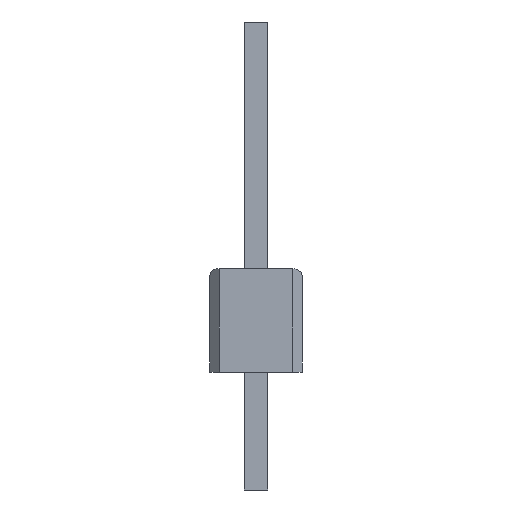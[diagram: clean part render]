
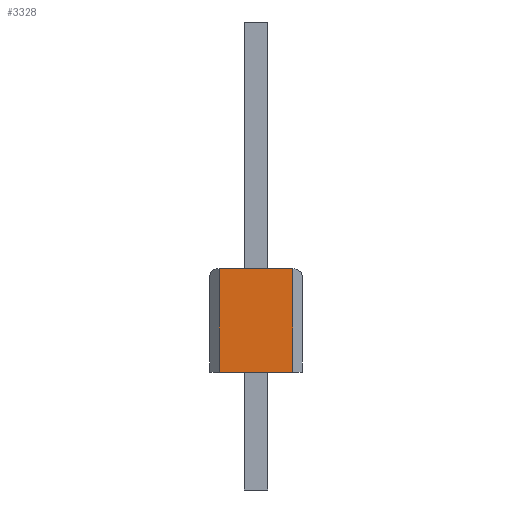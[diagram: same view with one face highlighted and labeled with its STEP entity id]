
A CAD part, left-side view. The second image highlights one B-rep face of the part: STEP entity #3328.
In plain terms, the highlighted planar face has unit normal (-1, 0, 0).
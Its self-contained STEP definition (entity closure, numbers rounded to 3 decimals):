
#134=DIRECTION('',(0.,0.,-1.));
#135=VECTOR('',#134,2.8);
#136=CARTESIAN_POINT('',(-15.24,1.,0.));
#137=LINE('',#136,#135);
#138=DIRECTION('',(0.,-1.,0.));
#139=VECTOR('',#138,2.);
#140=CARTESIAN_POINT('',(-15.24,1.,0.));
#141=LINE('',#140,#139);
#142=DIRECTION('',(0.,0.,-1.));
#143=VECTOR('',#142,2.8);
#144=CARTESIAN_POINT('',(-15.24,-1.,0.));
#145=LINE('',#144,#143);
#154=DIRECTION('',(0.,-1.,0.));
#155=VECTOR('',#154,2.);
#156=CARTESIAN_POINT('',(-15.24,1.,-2.8));
#157=LINE('',#156,#155);
#2734=CARTESIAN_POINT('',(-15.24,1.,0.));
#2735=CARTESIAN_POINT('',(-15.24,-1.,0.));
#2736=VERTEX_POINT('',#2734);
#2737=VERTEX_POINT('',#2735);
#2836=CARTESIAN_POINT('',(-15.24,1.,-2.8));
#2837=VERTEX_POINT('',#2836);
#2838=CARTESIAN_POINT('',(-15.24,-1.,-2.8));
#2839=VERTEX_POINT('',#2838);
#3313=CARTESIAN_POINT('',(-15.24,0.,0.));
#3314=DIRECTION('',(1.,0.,0.));
#3315=DIRECTION('',(0.,0.,-1.));
#3316=AXIS2_PLACEMENT_3D('',#3313,#3314,#3315);
#3317=PLANE('',#3316);
#3319=ORIENTED_EDGE('',*,*,#3318,.F.);
#3321=ORIENTED_EDGE('',*,*,#3320,.F.);
#3323=ORIENTED_EDGE('',*,*,#3322,.T.);
#3325=ORIENTED_EDGE('',*,*,#3324,.T.);
#3326=EDGE_LOOP('',(#3319,#3321,#3323,#3325));
#3327=FACE_OUTER_BOUND('',#3326,.F.);
#3318=EDGE_CURVE('',#2837,#2839,#157,.T.);
#3320=EDGE_CURVE('',#2736,#2837,#137,.T.);
#3322=EDGE_CURVE('',#2736,#2737,#141,.T.);
#3324=EDGE_CURVE('',#2737,#2839,#145,.T.);
#3328=ADVANCED_FACE('',(#3327),#3317,.F.);
